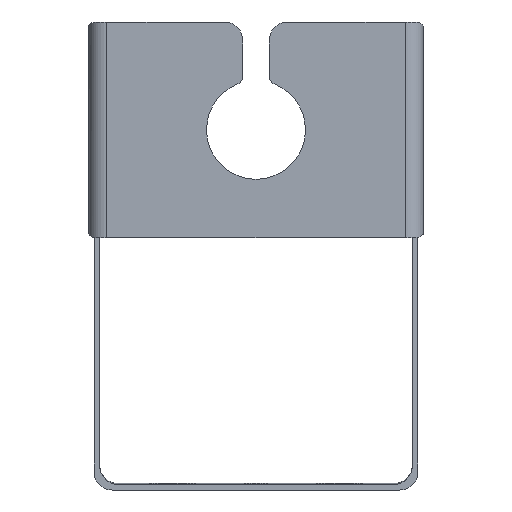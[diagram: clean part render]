
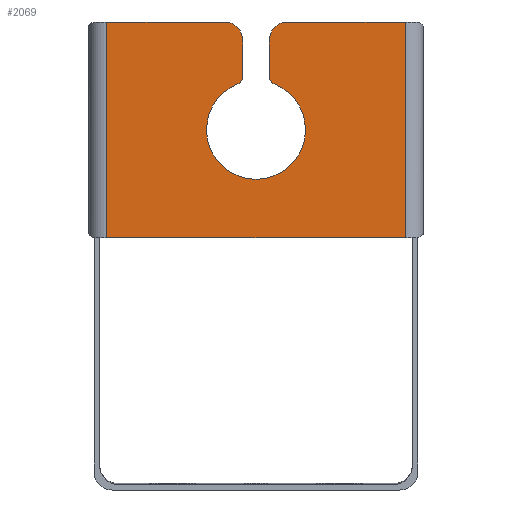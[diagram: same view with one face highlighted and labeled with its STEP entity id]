
A CAD part, front view. The second image highlights one B-rep face of the part: STEP entity #2069.
In plain terms, the highlighted planar face has unit normal (0, -1, 0).
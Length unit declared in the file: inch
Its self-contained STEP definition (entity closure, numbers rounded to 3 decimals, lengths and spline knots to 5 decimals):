
#2 = EDGE_CURVE ( 'NONE', #208, #1987, #503, .T. ) ;
#8 = AXIS2_PLACEMENT_3D ( 'NONE', #1683, #240, #1210 ) ;
#39 = VERTEX_POINT ( 'NONE', #1026 ) ;
#44 = DIRECTION ( 'NONE',  ( -1., 0., 0. ) ) ;
#46 = EDGE_CURVE ( 'NONE', #1883, #39, #836, .T. ) ;
#48 = AXIS2_PLACEMENT_3D ( 'NONE', #1498, #1292, #187 ) ;
#73 = CARTESIAN_POINT ( 'NONE',  ( -0.2875, 0., 0.73314 ) ) ;
#79 = VECTOR ( 'NONE', #1189, 39.37008 ) ;
#83 = AXIS2_PLACEMENT_3D ( 'NONE', #73, #1857, #371 ) ;
#114 = VERTEX_POINT ( 'NONE', #2029 ) ;
#128 = FACE_OUTER_BOUND ( 'NONE', #1872, .T. ) ;
#149 = ORIENTED_EDGE ( 'NONE', *, *, #464, .T. ) ;
#151 = EDGE_CURVE ( 'NONE', #1428, #2045, #1238, .T. ) ;
#167 = DIRECTION ( 'NONE',  ( 0., -1., 0. ) ) ;
#187 = DIRECTION ( 'NONE',  ( 0., 0., 1. ) ) ;
#202 = EDGE_CURVE ( 'NONE', #211, #1539, #1362, .T. ) ;
#208 = VERTEX_POINT ( 'NONE', #1199 ) ;
#211 = VERTEX_POINT ( 'NONE', #2039 ) ;
#215 = CARTESIAN_POINT ( 'NONE',  ( 0., 0., 1.5 ) ) ;
#218 = CIRCLE ( 'NONE', #48, 0.6875 ) ;
#233 = EDGE_CURVE ( 'NONE', #1539, #2087, #413, .T. ) ;
#240 = DIRECTION ( 'NONE',  ( 0., -1., 0. ) ) ;
#245 = DIRECTION ( 'NONE',  ( 0., 0., -1. ) ) ;
#291 = DIRECTION ( 'NONE',  ( 0., 0., 1. ) ) ;
#339 = CARTESIAN_POINT ( 'NONE',  ( 0.1875, 0., 1.25 ) ) ;
#371 = DIRECTION ( 'NONE',  ( 0., 0., 1. ) ) ;
#401 = CARTESIAN_POINT ( 'NONE',  ( 0.1875, 0., 0. ) ) ;
#404 = CARTESIAN_POINT ( 'NONE',  ( 0.4375, 0., 1.25 ) ) ;
#413 = LINE ( 'NONE', #1718, #1784 ) ;
#459 = VECTOR ( 'NONE', #603, 39.37008 ) ;
#464 = EDGE_CURVE ( 'NONE', #39, #211, #2121, .T. ) ;
#503 = LINE ( 'NONE', #1017, #79 ) ;
#529 = EDGE_CURVE ( 'NONE', #1893, #1428, #1229, .T. ) ;
#569 = EDGE_CURVE ( 'NONE', #838, #208, #785, .T. ) ;
#590 = DIRECTION ( 'NONE',  ( 0., 0., 1. ) ) ;
#593 = VECTOR ( 'NONE', #245, 39.37008 ) ;
#603 = DIRECTION ( 'NONE',  ( 1., 0., 0. ) ) ;
#636 = AXIS2_PLACEMENT_3D ( 'NONE', #2068, #1271, #1594 ) ;
#648 = CARTESIAN_POINT ( 'NONE',  ( -2.075, 0., 0. ) ) ;
#668 = CARTESIAN_POINT ( 'NONE',  ( 0.25099, 0., 0.64005 ) ) ;
#686 = ORIENTED_EDGE ( 'NONE', *, *, #2, .T. ) ;
#691 = CARTESIAN_POINT ( 'NONE',  ( 2.075, 0., -1.5 ) ) ;
#744 = CARTESIAN_POINT ( 'NONE',  ( -0.1875, 0., 1.25 ) ) ;
#769 = ORIENTED_EDGE ( 'NONE', *, *, #1738, .T. ) ;
#785 = CIRCLE ( 'NONE', #83, 0.1 ) ;
#796 = EDGE_CURVE ( 'NONE', #2045, #838, #218, .T. ) ;
#836 = LINE ( 'NONE', #215, #1581 ) ;
#838 = VERTEX_POINT ( 'NONE', #967 ) ;
#852 = ORIENTED_EDGE ( 'NONE', *, *, #796, .T. ) ;
#935 = LINE ( 'NONE', #1764, #1417 ) ;
#939 = ORIENTED_EDGE ( 'NONE', *, *, #529, .T. ) ;
#941 = ORIENTED_EDGE ( 'NONE', *, *, #233, .T. ) ;
#967 = CARTESIAN_POINT ( 'NONE',  ( -0.25099, 0., 0.64005 ) ) ;
#985 = VECTOR ( 'NONE', #988, 39.37008 ) ;
#988 = DIRECTION ( 'NONE',  ( 0., 0., -1. ) ) ;
#1017 = CARTESIAN_POINT ( 'NONE',  ( -0.1875, 0., 0. ) ) ;
#1026 = CARTESIAN_POINT ( 'NONE',  ( -2.075, 0., 1.5 ) ) ;
#1055 = ORIENTED_EDGE ( 'NONE', *, *, #46, .T. ) ;
#1108 = EDGE_CURVE ( 'NONE', #2087, #114, #935, .T. ) ;
#1112 = CARTESIAN_POINT ( 'NONE',  ( -0.4375, 0., 1.5 ) ) ;
#1133 = CIRCLE ( 'NONE', #1445, 0.25 ) ;
#1172 = AXIS2_PLACEMENT_3D ( 'NONE', #404, #2050, #291 ) ;
#1189 = DIRECTION ( 'NONE',  ( 0., 0., 1. ) ) ;
#1199 = CARTESIAN_POINT ( 'NONE',  ( -0.1875, 0., 0.73314 ) ) ;
#1210 = DIRECTION ( 'NONE',  ( 0., 0., 1. ) ) ;
#1225 = EDGE_CURVE ( 'NONE', #1987, #1883, #1133, .T. ) ;
#1229 = LINE ( 'NONE', #401, #593 ) ;
#1238 = CIRCLE ( 'NONE', #8, 0.1 ) ;
#1261 = DIRECTION ( 'NONE',  ( -1., 0., 0. ) ) ;
#1264 = ORIENTED_EDGE ( 'NONE', *, *, #1225, .T. ) ;
#1271 = DIRECTION ( 'NONE',  ( 0., -1., 0. ) ) ;
#1286 = ORIENTED_EDGE ( 'NONE', *, *, #151, .T. ) ;
#1289 = CARTESIAN_POINT ( 'NONE',  ( -0.4375, 0., 1.25 ) ) ;
#1292 = DIRECTION ( 'NONE',  ( 0., 1., 0. ) ) ;
#1328 = ORIENTED_EDGE ( 'NONE', *, *, #1108, .T. ) ;
#1362 = LINE ( 'NONE', #1388, #459 ) ;
#1388 = CARTESIAN_POINT ( 'NONE',  ( 0., 0., -1.5 ) ) ;
#1415 = PLANE ( 'NONE',  #636 ) ;
#1417 = VECTOR ( 'NONE', #1261, 39.37008 ) ;
#1428 = VERTEX_POINT ( 'NONE', #2030 ) ;
#1445 = AXIS2_PLACEMENT_3D ( 'NONE', #1289, #167, #1632 ) ;
#1498 = CARTESIAN_POINT ( 'NONE',  ( 0., 0., 0. ) ) ;
#1539 = VERTEX_POINT ( 'NONE', #691 ) ;
#1581 = VECTOR ( 'NONE', #44, 39.37008 ) ;
#1594 = DIRECTION ( 'NONE',  ( 0., 0., -1. ) ) ;
#1632 = DIRECTION ( 'NONE',  ( 0., 0., 1. ) ) ;
#1683 = CARTESIAN_POINT ( 'NONE',  ( 0.2875, 0., 0.73314 ) ) ;
#1718 = CARTESIAN_POINT ( 'NONE',  ( 2.075, 0., 0. ) ) ;
#1738 = EDGE_CURVE ( 'NONE', #114, #1893, #1970, .T. ) ;
#1764 = CARTESIAN_POINT ( 'NONE',  ( 0., 0., 1.5 ) ) ;
#1784 = VECTOR ( 'NONE', #590, 39.37008 ) ;
#1857 = DIRECTION ( 'NONE',  ( 0., -1., 0. ) ) ;
#1872 = EDGE_LOOP ( 'NONE', ( #2035, #941, #1328, #769, #939, #1286, #852, #1923, #686, #1264, #1055, #149 ) ) ;
#1883 = VERTEX_POINT ( 'NONE', #1112 ) ;
#1893 = VERTEX_POINT ( 'NONE', #339 ) ;
#1914 = CARTESIAN_POINT ( 'NONE',  ( 2.075, 0., 1.5 ) ) ;
#1923 = ORIENTED_EDGE ( 'NONE', *, *, #569, .T. ) ;
#1970 = CIRCLE ( 'NONE', #1172, 0.25 ) ;
#1987 = VERTEX_POINT ( 'NONE', #744 ) ;
#2029 = CARTESIAN_POINT ( 'NONE',  ( 0.4375, 0., 1.5 ) ) ;
#2030 = CARTESIAN_POINT ( 'NONE',  ( 0.1875, 0., 0.73314 ) ) ;
#2035 = ORIENTED_EDGE ( 'NONE', *, *, #202, .T. ) ;
#2039 = CARTESIAN_POINT ( 'NONE',  ( -2.075, 0., -1.5 ) ) ;
#2045 = VERTEX_POINT ( 'NONE', #668 ) ;
#2050 = DIRECTION ( 'NONE',  ( 0., -1., 0. ) ) ;
#2068 = CARTESIAN_POINT ( 'NONE',  ( 0., 0., 0. ) ) ;
#2069 = ADVANCED_FACE ( 'NONE', ( #128 ), #1415, .T. ) ;
#2087 = VERTEX_POINT ( 'NONE', #1914 ) ;
#2121 = LINE ( 'NONE', #648, #985 ) ;
